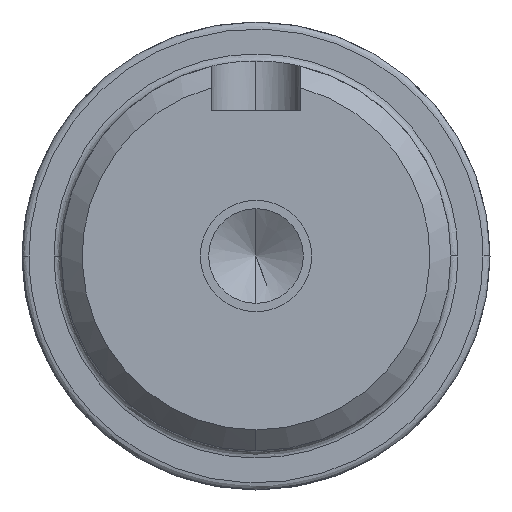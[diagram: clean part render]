
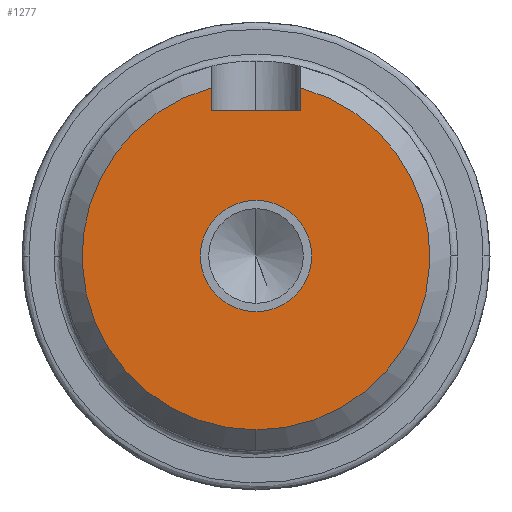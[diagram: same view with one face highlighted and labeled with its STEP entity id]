
A CAD part, left-side view. The second image highlights one B-rep face of the part: STEP entity #1277.
In plain terms, the highlighted planar face has unit normal (-1, 0, 0).
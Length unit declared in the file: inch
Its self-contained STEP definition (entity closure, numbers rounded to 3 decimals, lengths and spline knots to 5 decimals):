
#44 = LINE ( 'NONE', #1013, #109 ) ;
#57 = CARTESIAN_POINT ( 'NONE',  ( -16.43436, -0.25, 0.94301 ) ) ;
#59 = CIRCLE ( 'NONE', #1312, 0.3125 ) ;
#79 = LINE ( 'NONE', #1558, #102 ) ;
#102 = VECTOR ( 'NONE', #1784, 39.37008 ) ;
#109 = VECTOR ( 'NONE', #2087, 39.37008 ) ;
#137 = CIRCLE ( 'NONE', #1298, 0.97559 ) ;
#138 = LINE ( 'NONE', #236, #171 ) ;
#171 = VECTOR ( 'NONE', #1756, 39.37008 ) ;
#236 = CARTESIAN_POINT ( 'NONE',  ( -16.43436, -0.25, 0. ) ) ;
#237 = VERTEX_POINT ( 'NONE', #57 ) ;
#246 = DIRECTION ( 'NONE',  ( 1., 0., 0. ) ) ;
#368 = ORIENTED_EDGE ( 'NONE', *, *, #1824, .F. ) ;
#381 = EDGE_LOOP ( 'NONE', ( #673, #1946 ) ) ;
#382 = ORIENTED_EDGE ( 'NONE', *, *, #1587, .F. ) ;
#418 = CARTESIAN_POINT ( 'NONE',  ( -16.43436, -0.25, 0.81575 ) ) ;
#606 = VERTEX_POINT ( 'NONE', #1404 ) ;
#610 = DIRECTION ( 'NONE',  ( 0., 0., 1. ) ) ;
#613 = DIRECTION ( 'NONE',  ( -1., 0., 0. ) ) ;
#622 = CARTESIAN_POINT ( 'NONE',  ( -16.43436, 0., 0. ) ) ;
#647 = CARTESIAN_POINT ( 'NONE',  ( -16.43436, 0.25, 0.94301 ) ) ;
#673 = ORIENTED_EDGE ( 'NONE', *, *, #1792, .F. ) ;
#719 = CARTESIAN_POINT ( 'NONE',  ( -16.43436, 0., -0.3125 ) ) ;
#760 = DIRECTION ( 'NONE',  ( 0., 0., -1. ) ) ;
#762 = DIRECTION ( 'NONE',  ( 1., 0., 0. ) ) ;
#770 = CARTESIAN_POINT ( 'NONE',  ( -16.43436, 0., 0. ) ) ;
#812 = ORIENTED_EDGE ( 'NONE', *, *, #1801, .F. ) ;
#845 = PLANE ( 'NONE',  #1444 ) ;
#854 = DIRECTION ( 'NONE',  ( -1., 0., 0. ) ) ;
#881 = FACE_OUTER_BOUND ( 'NONE', #1926, .T. ) ;
#1011 = CARTESIAN_POINT ( 'NONE',  ( -16.43436, 0., 0. ) ) ;
#1013 = CARTESIAN_POINT ( 'NONE',  ( -16.43436, 0.25, 0. ) ) ;
#1093 = DIRECTION ( 'NONE',  ( 1., 0., 0. ) ) ;
#1125 = VERTEX_POINT ( 'NONE', #1746 ) ;
#1143 = VERTEX_POINT ( 'NONE', #1731 ) ;
#1155 = CARTESIAN_POINT ( 'NONE',  ( -16.43436, 0., 0. ) ) ;
#1277 = ADVANCED_FACE ( 'NONE', ( #881, #1725 ), #845, .F. ) ;
#1298 = AXIS2_PLACEMENT_3D ( 'NONE', #1155, #246, #1347 ) ;
#1312 = AXIS2_PLACEMENT_3D ( 'NONE', #1953, #854, #2099 ) ;
#1333 = CIRCLE ( 'NONE', #1377, 0.3125 ) ;
#1347 = DIRECTION ( 'NONE',  ( 0., 0., -1. ) ) ;
#1377 = AXIS2_PLACEMENT_3D ( 'NONE', #622, #613, #610 ) ;
#1384 = CIRCLE ( 'NONE', #1387, 0.97559 ) ;
#1387 = AXIS2_PLACEMENT_3D ( 'NONE', #770, #762, #760 ) ;
#1404 = CARTESIAN_POINT ( 'NONE',  ( -16.43436, 0.25, 0.81575 ) ) ;
#1444 = AXIS2_PLACEMENT_3D ( 'NONE', #1011, #1093, #1812 ) ;
#1490 = VERTEX_POINT ( 'NONE', #719 ) ;
#1558 = CARTESIAN_POINT ( 'NONE',  ( -16.43436, 0., 0.81575 ) ) ;
#1587 = EDGE_CURVE ( 'NONE', #237, #1125, #1384, .T. ) ;
#1595 = EDGE_CURVE ( 'NONE', #1490, #1143, #1333, .T. ) ;
#1725 = FACE_BOUND ( 'NONE', #381, .T. ) ;
#1731 = CARTESIAN_POINT ( 'NONE',  ( -16.43436, 0., 0.3125 ) ) ;
#1742 = ORIENTED_EDGE ( 'NONE', *, *, #1815, .F. ) ;
#1745 = VERTEX_POINT ( 'NONE', #418 ) ;
#1746 = CARTESIAN_POINT ( 'NONE',  ( -16.43436, 0., -0.97559 ) ) ;
#1756 = DIRECTION ( 'NONE',  ( 0., 0., 1. ) ) ;
#1784 = DIRECTION ( 'NONE',  ( 0., -1., 0. ) ) ;
#1792 = EDGE_CURVE ( 'NONE', #1143, #1490, #59, .T. ) ;
#1801 = EDGE_CURVE ( 'NONE', #606, #1745, #79, .T. ) ;
#1812 = DIRECTION ( 'NONE',  ( 0., 1., 0. ) ) ;
#1815 = EDGE_CURVE ( 'NONE', #2105, #606, #44, .T. ) ;
#1824 = EDGE_CURVE ( 'NONE', #1745, #237, #138, .T. ) ;
#1829 = EDGE_CURVE ( 'NONE', #1125, #2105, #137, .T. ) ;
#1926 = EDGE_LOOP ( 'NONE', ( #1742, #2072, #382, #368, #812 ) ) ;
#1946 = ORIENTED_EDGE ( 'NONE', *, *, #1595, .F. ) ;
#1953 = CARTESIAN_POINT ( 'NONE',  ( -16.43436, 0., 0. ) ) ;
#2072 = ORIENTED_EDGE ( 'NONE', *, *, #1829, .F. ) ;
#2087 = DIRECTION ( 'NONE',  ( 0., 0., -1. ) ) ;
#2099 = DIRECTION ( 'NONE',  ( 0., 0., 1. ) ) ;
#2105 = VERTEX_POINT ( 'NONE', #647 ) ;
